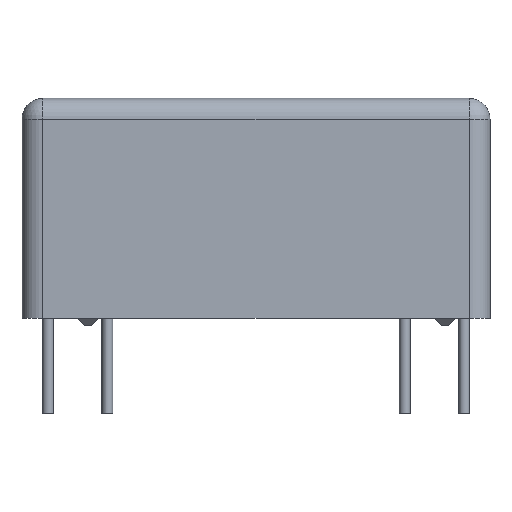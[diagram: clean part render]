
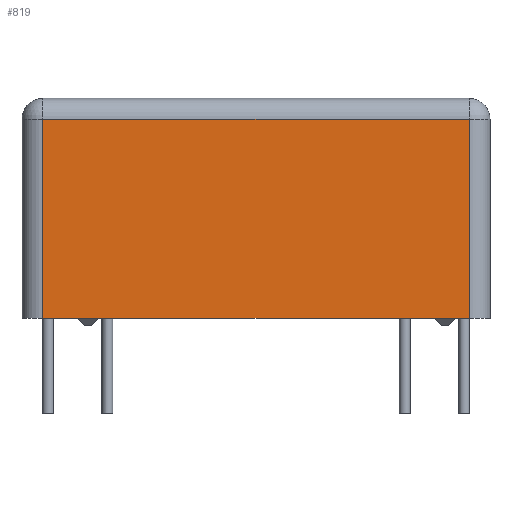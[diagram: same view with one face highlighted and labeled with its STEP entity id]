
A CAD part, front view. The second image highlights one B-rep face of the part: STEP entity #819.
In plain terms, the highlighted planar face has unit normal (0, -1, 0).
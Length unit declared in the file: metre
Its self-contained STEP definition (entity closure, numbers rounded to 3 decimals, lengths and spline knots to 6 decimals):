
#54=LINE('',#1583,#122);
#68=LINE('',#1619,#136);
#69=LINE('',#1623,#137);
#70=LINE('',#1625,#138);
#122=VECTOR('',#1329,1.);
#136=VECTOR('',#1361,1.);
#137=VECTOR('',#1366,1.);
#138=VECTOR('',#1367,1.);
#229=ORIENTED_EDGE('',*,*,#420,.F.);
#230=ORIENTED_EDGE('',*,*,#421,.T.);
#231=ORIENTED_EDGE('',*,*,#418,.T.);
#232=ORIENTED_EDGE('',*,*,#400,.T.);
#400=EDGE_CURVE('',#501,#500,#54,.T.);
#418=EDGE_CURVE('',#514,#501,#68,.T.);
#420=EDGE_CURVE('',#515,#500,#69,.T.);
#421=EDGE_CURVE('',#515,#514,#70,.F.);
#500=VERTEX_POINT('',#1582);
#501=VERTEX_POINT('',#1584);
#514=VERTEX_POINT('',#1620);
#515=VERTEX_POINT('',#1624);
#595=EDGE_LOOP('',(#229,#230,#231,#232));
#669=FACE_BOUND('',#595,.T.);
#728=PLANE('',#1227);
#819=ADVANCED_FACE('',(#669),#728,.F.);
#1227=AXIS2_PLACEMENT_3D('',#1622,#1364,#1365);
#1329=DIRECTION('',(1.,0.,0.));
#1361=DIRECTION('',(0.,0.,-1.));
#1364=DIRECTION('',(0.,1.,0.));
#1365=DIRECTION('',(0.,0.,1.));
#1366=DIRECTION('',(0.,0.,-1.));
#1367=DIRECTION('',(1.,0.,0.));
#1582=CARTESIAN_POINT('',(0.009106,-0.002489,0.000305));
#1583=CARTESIAN_POINT('',(0.,-0.002489,0.000305));
#1584=CARTESIAN_POINT('',(-0.009106,-0.002489,0.000305));
#1619=CARTESIAN_POINT('',(-0.009106,-0.002489,0.009703));
#1620=CARTESIAN_POINT('',(-0.009106,-0.002489,0.008814));
#1622=CARTESIAN_POINT('',(0.,-0.002489,0.009703));
#1623=CARTESIAN_POINT('',(0.009106,-0.002489,0.009703));
#1624=CARTESIAN_POINT('',(0.009106,-0.002489,0.008814));
#1625=CARTESIAN_POINT('',(-0.009106,-0.002489,0.008814));
